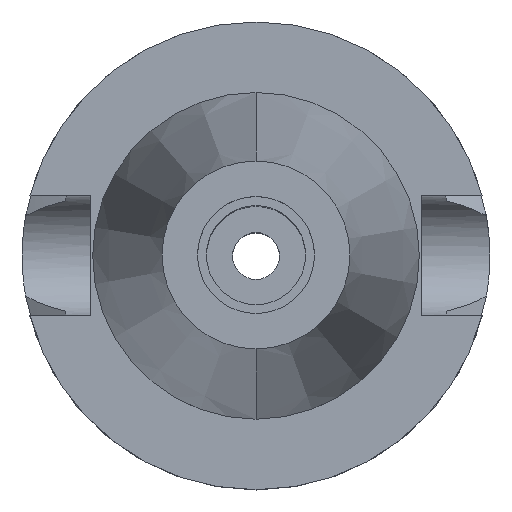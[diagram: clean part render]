
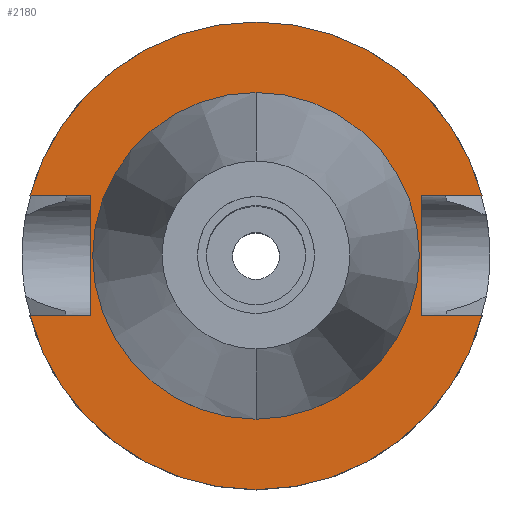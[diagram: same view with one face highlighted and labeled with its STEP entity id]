
A CAD part, top view. The second image highlights one B-rep face of the part: STEP entity #2180.
In plain terms, the highlighted planar face has unit normal (0, 0, 1).
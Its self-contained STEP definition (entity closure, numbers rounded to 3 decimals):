
#752=DIRECTION('',(1.,0.,0.));
#753=VECTOR('',#752,12.921);
#754=CARTESIAN_POINT('',(35.4,12.85,-3.));
#755=LINE('',#754,#753);
#799=DIRECTION('',(0.,1.,0.));
#800=VECTOR('',#799,25.7);
#801=CARTESIAN_POINT('',(-35.4,-12.85,-3.));
#802=LINE('',#801,#800);
#806=DIRECTION('',(-1.,0.,0.));
#807=VECTOR('',#806,12.921);
#808=CARTESIAN_POINT('',(-35.4,12.85,-3.));
#809=LINE('',#808,#807);
#813=CARTESIAN_POINT('',(0.,0.,-3.));
#814=DIRECTION('',(0.,0.,-1.));
#815=DIRECTION('',(-0.966,0.257,0.));
#816=AXIS2_PLACEMENT_3D('',#813,#814,#815);
#821=CARTESIAN_POINT('',(0.,0.,-3.));
#822=DIRECTION('',(0.,0.,-1.));
#823=DIRECTION('',(0.,1.,0.));
#824=AXIS2_PLACEMENT_3D('',#821,#822,#823);
#829=DIRECTION('',(0.,-1.,0.));
#830=VECTOR('',#829,25.7);
#831=CARTESIAN_POINT('',(35.4,12.85,-3.));
#832=LINE('',#831,#830);
#836=DIRECTION('',(1.,0.,0.));
#837=VECTOR('',#836,12.921);
#838=CARTESIAN_POINT('',(35.4,-12.85,-3.));
#839=LINE('',#838,#837);
#843=CARTESIAN_POINT('',(0.,0.,-3.));
#844=DIRECTION('',(0.,0.,-1.));
#845=DIRECTION('',(0.966,-0.257,0.));
#846=AXIS2_PLACEMENT_3D('',#843,#844,#845);
#851=CARTESIAN_POINT('',(0.,0.,-3.));
#852=DIRECTION('',(0.,0.,-1.));
#853=DIRECTION('',(0.,-1.,0.));
#854=AXIS2_PLACEMENT_3D('',#851,#852,#853);
#859=CARTESIAN_POINT('',(0.,0.,-3.));
#860=DIRECTION('',(0.,0.,1.));
#861=DIRECTION('',(0.,-1.,0.));
#862=AXIS2_PLACEMENT_3D('',#859,#860,#861);
#867=CARTESIAN_POINT('',(0.,0.,-3.));
#868=DIRECTION('',(0.,0.,1.));
#869=DIRECTION('',(0.,1.,0.));
#870=AXIS2_PLACEMENT_3D('',#867,#868,#869);
#905=DIRECTION('',(-1.,0.,0.));
#906=VECTOR('',#905,12.921);
#907=CARTESIAN_POINT('',(-35.4,-12.85,-3.));
#908=LINE('',#907,#906);
#1431=CARTESIAN_POINT('',(-35.4,-12.85,-3.));
#1432=VERTEX_POINT('',#1431);
#1433=CARTESIAN_POINT('',(-48.321,-12.85,-3.));
#1434=VERTEX_POINT('',#1433);
#1437=CARTESIAN_POINT('',(-35.4,12.85,-3.));
#1438=VERTEX_POINT('',#1437);
#1439=CARTESIAN_POINT('',(-48.321,12.85,-3.));
#1440=VERTEX_POINT('',#1439);
#1441=CARTESIAN_POINT('',(0.,50.,-3.));
#1442=CARTESIAN_POINT('',(48.321,12.85,-3.));
#1443=VERTEX_POINT('',#1441);
#1444=VERTEX_POINT('',#1442);
#1445=CARTESIAN_POINT('',(35.4,12.85,-3.));
#1446=VERTEX_POINT('',#1445);
#1447=CARTESIAN_POINT('',(35.4,-12.85,-3.));
#1448=VERTEX_POINT('',#1447);
#1449=CARTESIAN_POINT('',(48.321,-12.85,-3.));
#1450=VERTEX_POINT('',#1449);
#1451=CARTESIAN_POINT('',(0.,-50.,-3.));
#1452=VERTEX_POINT('',#1451);
#1453=CARTESIAN_POINT('',(0.,-34.925,-3.));
#1454=CARTESIAN_POINT('',(0.,34.925,-3.));
#1455=VERTEX_POINT('',#1453);
#1456=VERTEX_POINT('',#1454);
#2149=CARTESIAN_POINT('',(0.,0.,-3.));
#2150=DIRECTION('',(0.,0.,-1.));
#2151=DIRECTION('',(0.,-1.,0.));
#2152=AXIS2_PLACEMENT_3D('',#2149,#2150,#2151);
#2153=PLANE('',#2152);
#2155=ORIENTED_EDGE('',*,*,#2154,.T.);
#2157=ORIENTED_EDGE('',*,*,#2156,.T.);
#2159=ORIENTED_EDGE('',*,*,#2158,.T.);
#2161=ORIENTED_EDGE('',*,*,#2160,.T.);
#2162=ORIENTED_EDGE('',*,*,#2125,.F.);
#2163=ORIENTED_EDGE('',*,*,#2139,.T.);
#2165=ORIENTED_EDGE('',*,*,#2164,.T.);
#2167=ORIENTED_EDGE('',*,*,#2166,.T.);
#2169=ORIENTED_EDGE('',*,*,#2168,.T.);
#2171=ORIENTED_EDGE('',*,*,#2170,.F.);
#2172=EDGE_LOOP('',(#2155,#2157,#2159,#2161,#2162,#2163,#2165,#2167,#2169,
#2171));
#2173=FACE_OUTER_BOUND('',#2172,.F.);
#2175=ORIENTED_EDGE('',*,*,#2174,.T.);
#2177=ORIENTED_EDGE('',*,*,#2176,.T.);
#2178=EDGE_LOOP('',(#2175,#2177));
#2179=FACE_BOUND('',#2178,.F.);
#817=CIRCLE('',#816,50.);
#825=CIRCLE('',#824,50.);
#847=CIRCLE('',#846,50.);
#855=CIRCLE('',#854,50.);
#863=CIRCLE('',#862,34.925);
#871=CIRCLE('',#870,34.925);
#2125=EDGE_CURVE('',#1446,#1444,#755,.T.);
#2139=EDGE_CURVE('',#1446,#1448,#832,.T.);
#2154=EDGE_CURVE('',#1432,#1438,#802,.T.);
#2156=EDGE_CURVE('',#1438,#1440,#809,.T.);
#2158=EDGE_CURVE('',#1440,#1443,#817,.T.);
#2160=EDGE_CURVE('',#1443,#1444,#825,.T.);
#2164=EDGE_CURVE('',#1448,#1450,#839,.T.);
#2166=EDGE_CURVE('',#1450,#1452,#847,.T.);
#2168=EDGE_CURVE('',#1452,#1434,#855,.T.);
#2170=EDGE_CURVE('',#1432,#1434,#908,.T.);
#2174=EDGE_CURVE('',#1455,#1456,#863,.T.);
#2176=EDGE_CURVE('',#1456,#1455,#871,.T.);
#2180=ADVANCED_FACE('',(#2173,#2179),#2153,.F.);
